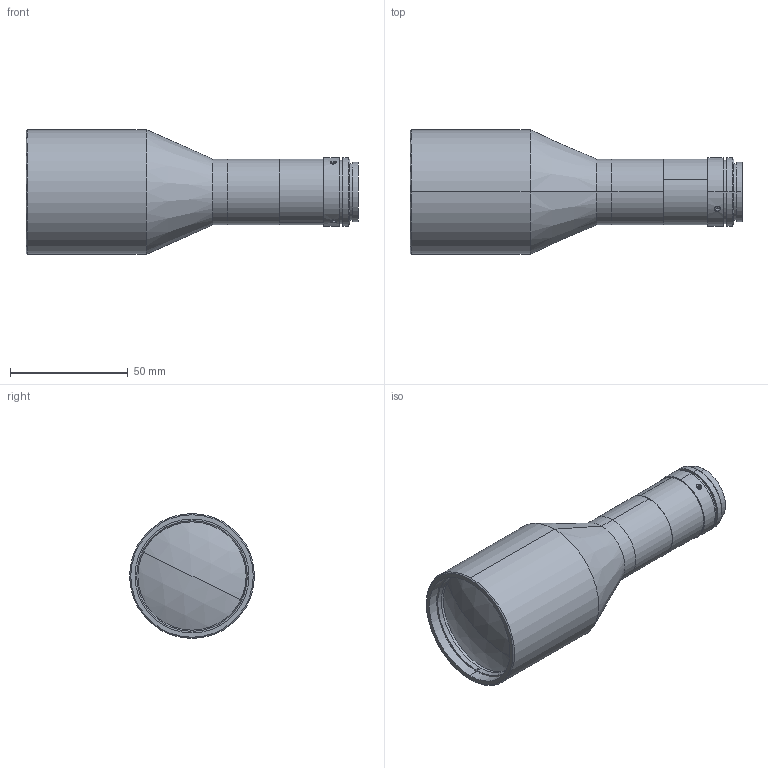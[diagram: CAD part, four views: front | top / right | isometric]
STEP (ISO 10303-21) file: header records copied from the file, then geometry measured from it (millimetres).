
FILE_DESCRIPTION (( 'STEP AP203' ), '1' );
FILE_NAME ('XF-MT03X110.STEP', '2025-08-13T08:45:27', ( '' ), ( '' ), 'SwSTEP 2.0', 'SolidWorks 2022', '' );
FILE_SCHEMA (( 'CONFIG_CONTROL_DESIGN' ));
Length unit declared in the file: millimetre
Products named in the file (1): XF-MT03X110
Bounding box: 141.01 x 53 x 53 mm (x, y, z)
Surface area: 24705.7 mm2 (no closed solid volume)
Topology: 0 solids, 11 shells, 88 faces, 234 edges, 155 vertices
Faces by surface type: plane 42, cylinder 32, cone 12, sphere 2
Entity records: 2987 total; most frequent: CARTESIAN_POINT 714, DIRECTION 490, ORIENTED_EDGE 386, EDGE_CURVE 230, AXIS2_PLACEMENT_3D 187, VERTEX_POINT 155, VECTOR 116, LINE 116
